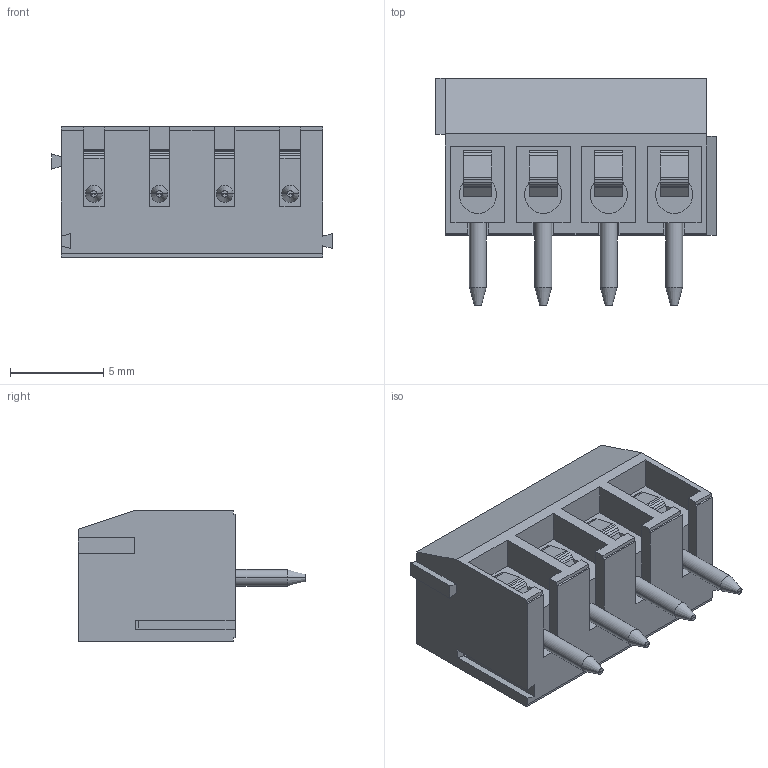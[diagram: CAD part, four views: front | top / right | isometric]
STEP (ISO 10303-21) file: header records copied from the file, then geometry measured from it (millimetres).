
FILE_DESCRIPTION(('STEP AP214'),'1');
FILE_NAME('terminal_blocks_a-tb350-te04.stp','2016-06-03T15:44:13',('TraceParts'),('TraceParts S.A.'),'Spatial InterOp 3D',' ',' ');
FILE_SCHEMA(('automotive_design'));
Length unit declared in the file: millimetre
Products named in the file (1): 1
Bounding box: 14.99 x 12.19 x 7 mm (x, y, z)
Volume: 603.4 mm3; surface area: 1039 mm2
Topology: 1 solids, 1 shells, 265 faces, 709 edges, 460 vertices
Faces by surface type: plane 217, cylinder 32, cone 16
Entity records: 10219 total; most frequent: CARTESIAN_POINT 1427, ORIENTED_EDGE 1402, DIRECTION 1313, EDGE_CURVE 701, LINE 621, VECTOR 621, VERTEX_POINT 460, AXIS2_PLACEMENT_3D 346
